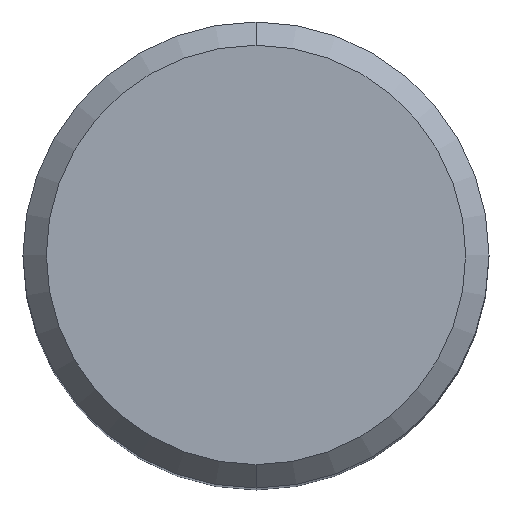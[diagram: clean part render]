
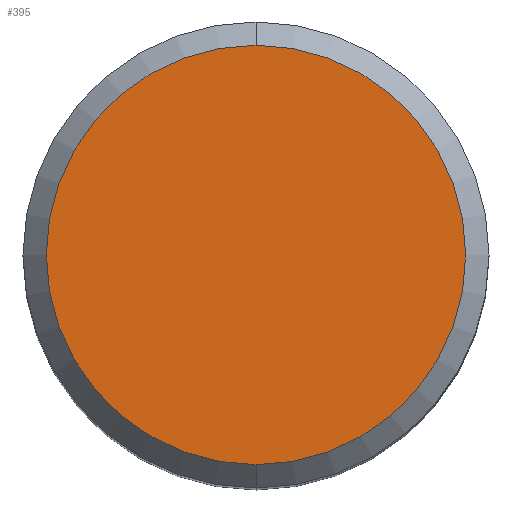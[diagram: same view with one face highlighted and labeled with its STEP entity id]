
A CAD part, top view. The second image highlights one B-rep face of the part: STEP entity #395.
In plain terms, the highlighted planar face has unit normal (0, 0, 1).
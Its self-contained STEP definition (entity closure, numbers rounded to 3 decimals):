
#217=VERTEX_POINT('',#527);
#301=EDGE_CURVE('',#217,#315,#619,.T.);
#315=VERTEX_POINT('',#634);
#345=EDGE_CURVE('',#315,#217,#665,.T.);
#395=ADVANCED_FACE('',(#724),#725,.T.);
#527=CARTESIAN_POINT('',(0.0,9.0,0.0));
#619=CIRCLE('',#1204,9.0);
#634=CARTESIAN_POINT('',(0.,-9.0,0.0));
#665=CIRCLE('',#1314,9.0);
#724=FACE_OUTER_BOUND('',#1449,.T.);
#725=PLANE('',#1450);
#1204=AXIS2_PLACEMENT_3D('',#1747,#1748,#1749);
#1314=AXIS2_PLACEMENT_3D('',#1784,#1785,#1786);
#1449=EDGE_LOOP('',(#1882,#1883));
#1450=AXIS2_PLACEMENT_3D('',#1884,#1885,#1886);
#1747=CARTESIAN_POINT('',(0.0,0.0,0.0));
#1748=DIRECTION('',(0.0,0.0,-1.0));
#1749=DIRECTION('',(0.0,1.0,0.0));
#1784=CARTESIAN_POINT('',(0.0,0.0,0.0));
#1785=DIRECTION('',(0.0,0.0,-1.0));
#1786=DIRECTION('',(0.0,1.0,0.0));
#1882=ORIENTED_EDGE('',*,*,#301,.F.);
#1883=ORIENTED_EDGE('',*,*,#345,.F.);
#1884=CARTESIAN_POINT('',(0.0,4.5,0.0));
#1885=DIRECTION('',(-0.0,0.0,1.0));
#1886=DIRECTION('',(0.0,-1.0,0.0));
